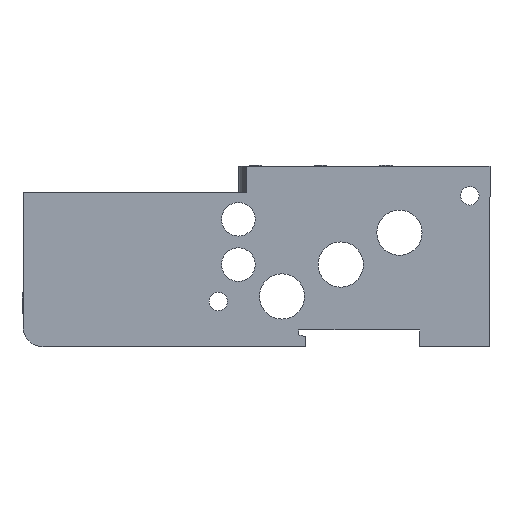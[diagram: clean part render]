
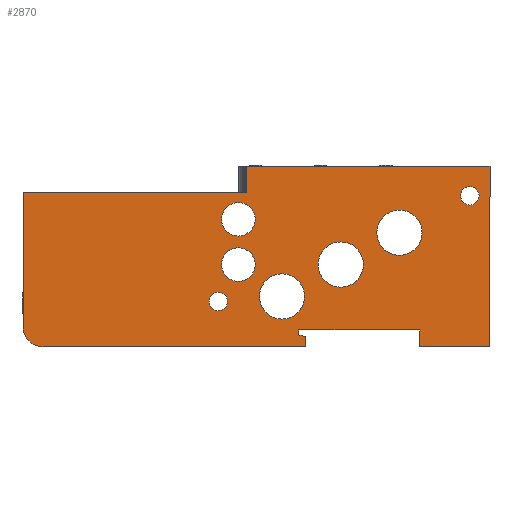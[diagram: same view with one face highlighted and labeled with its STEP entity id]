
A CAD part, front view. The second image highlights one B-rep face of the part: STEP entity #2870.
In plain terms, the highlighted planar face has unit normal (0, -1, 0).
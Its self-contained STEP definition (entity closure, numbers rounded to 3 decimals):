
#37=CIRCLE('',#2970,2.75);
#39=CIRCLE('',#2974,6.);
#40=CIRCLE('',#2975,5.);
#41=CIRCLE('',#2976,5.);
#42=CIRCLE('',#2977,6.75);
#43=CIRCLE('',#2978,6.75);
#44=CIRCLE('',#2979,6.75);
#45=CIRCLE('',#2980,2.75);
#639=ORIENTED_EDGE('',*,*,#990,.F.);
#640=ORIENTED_EDGE('',*,*,#977,.F.);
#641=ORIENTED_EDGE('',*,*,#986,.T.);
#642=ORIENTED_EDGE('',*,*,#1014,.T.);
#643=ORIENTED_EDGE('',*,*,#1015,.F.);
#644=ORIENTED_EDGE('',*,*,#1016,.F.);
#645=ORIENTED_EDGE('',*,*,#1017,.F.);
#646=ORIENTED_EDGE('',*,*,#1018,.F.);
#647=ORIENTED_EDGE('',*,*,#1019,.T.);
#648=ORIENTED_EDGE('',*,*,#1020,.T.);
#649=ORIENTED_EDGE('',*,*,#1021,.T.);
#650=ORIENTED_EDGE('',*,*,#1022,.T.);
#651=ORIENTED_EDGE('',*,*,#1023,.T.);
#652=ORIENTED_EDGE('',*,*,#1024,.T.);
#653=ORIENTED_EDGE('',*,*,#1025,.T.);
#654=ORIENTED_EDGE('',*,*,#1026,.T.);
#655=ORIENTED_EDGE('',*,*,#1027,.T.);
#656=ORIENTED_EDGE('',*,*,#1028,.T.);
#657=ORIENTED_EDGE('',*,*,#1029,.T.);
#658=ORIENTED_EDGE('',*,*,#1012,.T.);
#977=EDGE_CURVE('',#1202,#1203,#1403,.T.);
#986=EDGE_CURVE('',#1202,#1210,#1411,.T.);
#990=EDGE_CURVE('',#1203,#1213,#1415,.T.);
#1012=EDGE_CURVE('',#1232,#1232,#37,.T.);
#1014=EDGE_CURVE('',#1210,#1233,#1429,.T.);
#1015=EDGE_CURVE('',#1234,#1233,#1430,.T.);
#1016=EDGE_CURVE('',#1235,#1234,#1431,.T.);
#1017=EDGE_CURVE('',#1236,#1235,#39,.T.);
#1018=EDGE_CURVE('',#1237,#1236,#1432,.T.);
#1019=EDGE_CURVE('',#1237,#1238,#1433,.T.);
#1020=EDGE_CURVE('',#1238,#1239,#1434,.T.);
#1021=EDGE_CURVE('',#1239,#1240,#1435,.T.);
#1022=EDGE_CURVE('',#1240,#1241,#1436,.T.);
#1023=EDGE_CURVE('',#1241,#1213,#1437,.T.);
#1024=EDGE_CURVE('',#1242,#1242,#40,.T.);
#1025=EDGE_CURVE('',#1243,#1243,#41,.T.);
#1026=EDGE_CURVE('',#1244,#1244,#42,.T.);
#1027=EDGE_CURVE('',#1245,#1245,#43,.T.);
#1028=EDGE_CURVE('',#1246,#1246,#44,.T.);
#1029=EDGE_CURVE('',#1247,#1247,#45,.T.);
#1202=VERTEX_POINT('',#4375);
#1203=VERTEX_POINT('',#4377);
#1210=VERTEX_POINT('',#4393);
#1213=VERTEX_POINT('',#4402);
#1232=VERTEX_POINT('',#4446);
#1233=VERTEX_POINT('',#4449);
#1234=VERTEX_POINT('',#4453);
#1235=VERTEX_POINT('',#4455);
#1236=VERTEX_POINT('',#4457);
#1237=VERTEX_POINT('',#4459);
#1238=VERTEX_POINT('',#4461);
#1239=VERTEX_POINT('',#4463);
#1240=VERTEX_POINT('',#4465);
#1241=VERTEX_POINT('',#4467);
#1242=VERTEX_POINT('',#4470);
#1243=VERTEX_POINT('',#4472);
#1244=VERTEX_POINT('',#4474);
#1245=VERTEX_POINT('',#4476);
#1246=VERTEX_POINT('',#4478);
#1247=VERTEX_POINT('',#4480);
#1403=LINE('',#4376,#1603);
#1411=LINE('',#4394,#1611);
#1415=LINE('',#4401,#1615);
#1429=LINE('',#4450,#1629);
#1430=LINE('',#4452,#1630);
#1431=LINE('',#4454,#1631);
#1432=LINE('',#4458,#1632);
#1433=LINE('',#4460,#1633);
#1434=LINE('',#4462,#1634);
#1435=LINE('',#4464,#1635);
#1436=LINE('',#4466,#1636);
#1437=LINE('',#4468,#1637);
#1603=VECTOR('',#3272,1000.);
#1611=VECTOR('',#3284,1000.);
#1615=VECTOR('',#3290,1000.);
#1629=VECTOR('',#3332,1000.);
#1630=VECTOR('',#3335,1000.);
#1631=VECTOR('',#3336,1000.);
#1632=VECTOR('',#3339,1000.);
#1633=VECTOR('',#3340,1000.);
#1634=VECTOR('',#3341,1000.);
#1635=VECTOR('',#3342,1000.);
#1636=VECTOR('',#3343,1000.);
#1637=VECTOR('',#3344,1000.);
#1761=EDGE_LOOP('',(#639,#640,#641,#642,#643,#644,#645,#646,#647,#648,#649,
#650,#651));
#1762=EDGE_LOOP('',(#652));
#1763=EDGE_LOOP('',(#653));
#1764=EDGE_LOOP('',(#654));
#1765=EDGE_LOOP('',(#655));
#1766=EDGE_LOOP('',(#656));
#1767=EDGE_LOOP('',(#657));
#1768=EDGE_LOOP('',(#658));
#1903=FACE_BOUND('',#1761,.T.);
#1904=FACE_BOUND('',#1762,.T.);
#1905=FACE_BOUND('',#1763,.T.);
#1906=FACE_BOUND('',#1764,.T.);
#1907=FACE_BOUND('',#1765,.T.);
#1908=FACE_BOUND('',#1766,.T.);
#1909=FACE_BOUND('',#1767,.T.);
#1910=FACE_BOUND('',#1768,.T.);
#1990=PLANE('',#2973);
#2870=ADVANCED_FACE('',(#1903,#1904,#1905,#1906,#1907,#1908,#1909,#1910),
#1990,.F.);
#2970=AXIS2_PLACEMENT_3D('',#4445,#3326,#3327);
#2973=AXIS2_PLACEMENT_3D('',#4451,#3333,#3334);
#2974=AXIS2_PLACEMENT_3D('',#4456,#3337,#3338);
#2975=AXIS2_PLACEMENT_3D('',#4469,#3345,#3346);
#2976=AXIS2_PLACEMENT_3D('',#4471,#3347,#3348);
#2977=AXIS2_PLACEMENT_3D('',#4473,#3349,#3350);
#2978=AXIS2_PLACEMENT_3D('',#4475,#3351,#3352);
#2979=AXIS2_PLACEMENT_3D('',#4477,#3353,#3354);
#2980=AXIS2_PLACEMENT_3D('',#4479,#3355,#3356);
#3272=DIRECTION('',(0.,0.,-1.));
#3284=DIRECTION('',(-1.,0.,0.));
#3290=DIRECTION('',(-1.,0.,0.));
#3326=DIRECTION('',(0.,1.,0.));
#3327=DIRECTION('',(1.,0.,0.));
#3332=DIRECTION('',(0.,0.,-1.));
#3333=DIRECTION('',(0.,1.,0.));
#3334=DIRECTION('',(1.,0.,0.));
#3335=DIRECTION('',(1.,0.,0.));
#3336=DIRECTION('',(0.,0.,1.));
#3337=DIRECTION('',(0.,1.,0.));
#3338=DIRECTION('',(0.,0.,-1.));
#3339=DIRECTION('',(-1.,0.,0.));
#3340=DIRECTION('',(0.,0.,1.));
#3341=DIRECTION('',(-0.966,0.,0.259));
#3342=DIRECTION('',(0.,0.,1.));
#3343=DIRECTION('',(1.,0.,0.));
#3344=DIRECTION('',(0.,0.,-1.));
#3345=DIRECTION('',(0.,1.,0.));
#3346=DIRECTION('',(1.,0.,0.));
#3347=DIRECTION('',(0.,1.,0.));
#3348=DIRECTION('',(1.,0.,0.));
#3349=DIRECTION('',(0.,1.,0.));
#3350=DIRECTION('',(1.,0.,0.));
#3351=DIRECTION('',(0.,1.,0.));
#3352=DIRECTION('',(1.,0.,0.));
#3353=DIRECTION('',(0.,1.,0.));
#3354=DIRECTION('',(1.,0.,0.));
#3355=DIRECTION('',(0.,1.,0.));
#3356=DIRECTION('',(1.,0.,0.));
#4375=CARTESIAN_POINT('',(0.,-9.5,53.8));
#4376=CARTESIAN_POINT('',(0.,-9.5,53.8));
#4377=CARTESIAN_POINT('',(0.,-9.5,0.));
#4393=CARTESIAN_POINT('',(-72.5,-9.5,53.8));
#4394=CARTESIAN_POINT('',(0.,-9.5,53.8));
#4401=CARTESIAN_POINT('',(0.,-9.5,0.));
#4402=CARTESIAN_POINT('',(-21.,-9.5,0.));
#4445=CARTESIAN_POINT('',(-6.,-9.5,45.));
#4446=CARTESIAN_POINT('',(-3.25,-9.5,45.));
#4449=CARTESIAN_POINT('',(-72.5,-9.5,46.));
#4450=CARTESIAN_POINT('',(-72.5,-9.5,53.8));
#4451=CARTESIAN_POINT('',(-8.227,-9.5,42.684));
#4452=CARTESIAN_POINT('',(-139.2,-9.5,46.));
#4453=CARTESIAN_POINT('',(-139.2,-9.5,46.));
#4454=CARTESIAN_POINT('',(-139.2,-9.5,6.));
#4455=CARTESIAN_POINT('',(-139.2,-9.5,6.));
#4456=CARTESIAN_POINT('',(-133.2,-9.5,6.));
#4457=CARTESIAN_POINT('',(-133.2,-9.5,0.));
#4458=CARTESIAN_POINT('',(-55.,-9.5,0.));
#4459=CARTESIAN_POINT('',(-55.,-9.5,0.));
#4460=CARTESIAN_POINT('',(-55.,-9.5,0.));
#4461=CARTESIAN_POINT('',(-55.,-9.5,3.));
#4462=CARTESIAN_POINT('',(-55.,-9.5,3.));
#4463=CARTESIAN_POINT('',(-57.,-9.5,3.536));
#4464=CARTESIAN_POINT('',(-57.,-9.5,3.536));
#4465=CARTESIAN_POINT('',(-57.,-9.5,5.));
#4466=CARTESIAN_POINT('',(-57.,-9.5,5.));
#4467=CARTESIAN_POINT('',(-21.,-9.5,5.));
#4468=CARTESIAN_POINT('',(-21.,-9.5,5.));
#4469=CARTESIAN_POINT('',(-75.,-9.5,24.5));
#4470=CARTESIAN_POINT('',(-70.,-9.5,24.5));
#4471=CARTESIAN_POINT('',(-75.,-9.5,38.));
#4472=CARTESIAN_POINT('',(-70.,-9.5,38.));
#4473=CARTESIAN_POINT('',(-27.,-9.5,34.));
#4474=CARTESIAN_POINT('',(-20.25,-9.5,34.));
#4475=CARTESIAN_POINT('',(-44.5,-9.5,24.5));
#4476=CARTESIAN_POINT('',(-37.75,-9.5,24.5));
#4477=CARTESIAN_POINT('',(-62.,-9.5,15.));
#4478=CARTESIAN_POINT('',(-55.25,-9.5,15.));
#4479=CARTESIAN_POINT('',(-81.,-9.5,13.5));
#4480=CARTESIAN_POINT('',(-78.25,-9.5,13.5));
